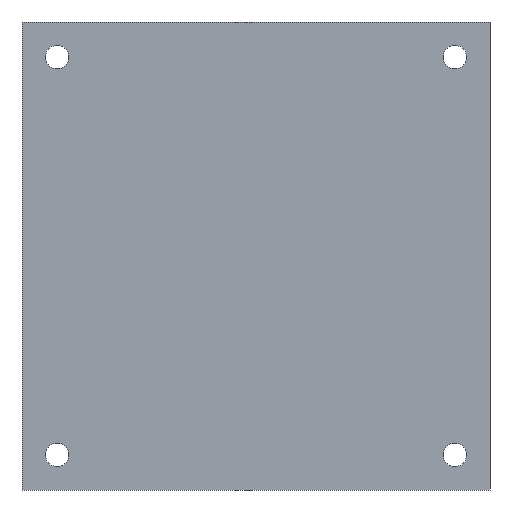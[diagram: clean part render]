
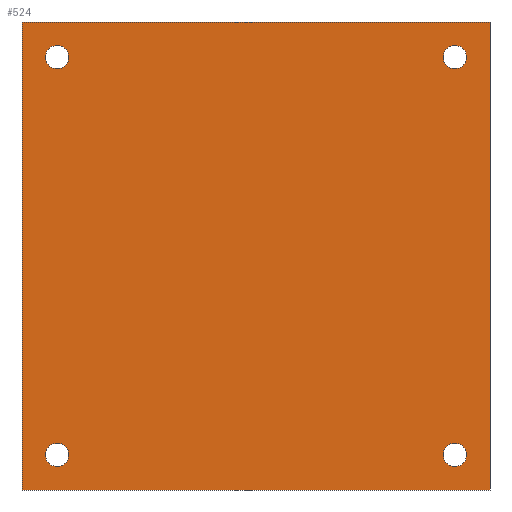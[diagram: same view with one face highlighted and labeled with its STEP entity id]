
A CAD part, front view. The second image highlights one B-rep face of the part: STEP entity #524.
In plain terms, the highlighted planar face has unit normal (0, -1, 0).
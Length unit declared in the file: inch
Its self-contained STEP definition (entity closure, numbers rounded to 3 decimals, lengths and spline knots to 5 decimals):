
#1 = CARTESIAN_POINT ( 'NONE',  ( -2.5, 0., 2.5 ) ) ;
#4 = CARTESIAN_POINT ( 'NONE',  ( 2.125, 0., -2. ) ) ;
#5 = CARTESIAN_POINT ( 'NONE',  ( 2.5, 0., 2.5 ) ) ;
#11 = CARTESIAN_POINT ( 'NONE',  ( -2.5, 0., -2.5 ) ) ;
#13 = CARTESIAN_POINT ( 'NONE',  ( -2.125, 0., 2. ) ) ;
#16 = CARTESIAN_POINT ( 'NONE',  ( 2.125, 0., 2. ) ) ;
#17 = CARTESIAN_POINT ( 'NONE',  ( 2.125, 0., -2.25 ) ) ;
#18 = CARTESIAN_POINT ( 'NONE',  ( -2.125, 0., -2.25 ) ) ;
#21 = CARTESIAN_POINT ( 'NONE',  ( 2.5, 0., -2.5 ) ) ;
#23 = CARTESIAN_POINT ( 'NONE',  ( -2.125, 0., -2. ) ) ;
#24 = CARTESIAN_POINT ( 'NONE',  ( -2.125, 0., 2.25 ) ) ;
#25 = CARTESIAN_POINT ( 'NONE',  ( 2.125, 0., 2.25 ) ) ;
#40 = CARTESIAN_POINT ( 'NONE',  ( -2.125, 0., 2.125 ) ) ;
#41 = DIRECTION ( 'NONE',  ( 0., 1., 0. ) ) ;
#42 = DIRECTION ( 'NONE',  ( 0., 0., 1. ) ) ;
#49 = CARTESIAN_POINT ( 'NONE',  ( 2.125, 0., 2.125 ) ) ;
#51 = DIRECTION ( 'NONE',  ( 0., 1., 0. ) ) ;
#52 = DIRECTION ( 'NONE',  ( 0., 0., 1. ) ) ;
#60 = CARTESIAN_POINT ( 'NONE',  ( 2.125, 0., -2.125 ) ) ;
#61 = DIRECTION ( 'NONE',  ( 0., 1., 0. ) ) ;
#62 = DIRECTION ( 'NONE',  ( 0., 0., 1. ) ) ;
#70 = CARTESIAN_POINT ( 'NONE',  ( -2.125, 0., -2.125 ) ) ;
#71 = DIRECTION ( 'NONE',  ( 0., 1., 0. ) ) ;
#72 = DIRECTION ( 'NONE',  ( 0., 0., 1. ) ) ;
#93 = CARTESIAN_POINT ( 'NONE',  ( 2.5, 0., -2.5 ) ) ;
#94 = DIRECTION ( 'NONE',  ( 0., 0., -1. ) ) ;
#95 = CARTESIAN_POINT ( 'NONE',  ( 2.125, 0., 2.125 ) ) ;
#96 = DIRECTION ( 'NONE',  ( 0., 1., 0. ) ) ;
#97 = DIRECTION ( 'NONE',  ( 0., 0., 1. ) ) ;
#98 = CARTESIAN_POINT ( 'NONE',  ( -2.5, 0., -2.5 ) ) ;
#99 = CARTESIAN_POINT ( 'NONE',  ( 2.5, 0., 2.5 ) ) ;
#100 = CARTESIAN_POINT ( 'NONE',  ( -2.125, 0., -2.125 ) ) ;
#101 = DIRECTION ( 'NONE',  ( 0., 0., 1. ) ) ;
#102 = DIRECTION ( 'NONE',  ( 0., 1., 0. ) ) ;
#103 = CARTESIAN_POINT ( 'NONE',  ( 2.5, 0., -2.5 ) ) ;
#104 = DIRECTION ( 'NONE',  ( 1., 0., 0. ) ) ;
#105 = DIRECTION ( 'NONE',  ( 0., 0., 1. ) ) ;
#106 = DIRECTION ( 'NONE',  ( -1., 0., 0. ) ) ;
#109 = CARTESIAN_POINT ( 'NONE',  ( 2.125, 0., -2.125 ) ) ;
#110 = DIRECTION ( 'NONE',  ( 0., 0., 1. ) ) ;
#111 = DIRECTION ( 'NONE',  ( 0., 1., 0. ) ) ;
#113 = CARTESIAN_POINT ( 'NONE',  ( -2.125, 0., 2.125 ) ) ;
#114 = DIRECTION ( 'NONE',  ( 0., 1., 0. ) ) ;
#115 = DIRECTION ( 'NONE',  ( 0., 0., 1. ) ) ;
#157 = DIRECTION ( 'NONE',  ( 0., 0., -1. ) ) ;
#161 = CARTESIAN_POINT ( 'NONE',  ( 0., 0., 0. ) ) ;
#164 = PLANE ( 'NONE',  #392 ) ;
#181 = DIRECTION ( 'NONE',  ( 0., -1., 0. ) ) ;
#202 = EDGE_LOOP ( 'NONE', ( #277, #269 ) ) ;
#208 = EDGE_LOOP ( 'NONE', ( #268, #263, #264, #261 ) ) ;
#210 = EDGE_LOOP ( 'NONE', ( #300, #278 ) ) ;
#211 = EDGE_LOOP ( 'NONE', ( #260, #262 ) ) ;
#230 = VERTEX_POINT ( 'NONE', #4 ) ;
#231 = VERTEX_POINT ( 'NONE', #5 ) ;
#233 = VERTEX_POINT ( 'NONE', #11 ) ;
#241 = VERTEX_POINT ( 'NONE', #13 ) ;
#243 = VERTEX_POINT ( 'NONE', #16 ) ;
#245 = VERTEX_POINT ( 'NONE', #17 ) ;
#247 = VERTEX_POINT ( 'NONE', #18 ) ;
#251 = VERTEX_POINT ( 'NONE', #21 ) ;
#259 = ORIENTED_EDGE ( 'NONE', *, *, #348, .T. ) ;
#260 = ORIENTED_EDGE ( 'NONE', *, *, #320, .T. ) ;
#261 = ORIENTED_EDGE ( 'NONE', *, *, #347, .F. ) ;
#262 = ORIENTED_EDGE ( 'NONE', *, *, #349, .T. ) ;
#263 = ORIENTED_EDGE ( 'NONE', *, *, #345, .F. ) ;
#264 = ORIENTED_EDGE ( 'NONE', *, *, #346, .F. ) ;
#267 = ORIENTED_EDGE ( 'NONE', *, *, #328, .T. ) ;
#268 = ORIENTED_EDGE ( 'NONE', *, *, #344, .F. ) ;
#269 = ORIENTED_EDGE ( 'NONE', *, *, #343, .T. ) ;
#271 = VERTEX_POINT ( 'NONE', #1 ) ;
#273 = VERTEX_POINT ( 'NONE', #24 ) ;
#274 = VERTEX_POINT ( 'NONE', #25 ) ;
#275 = VERTEX_POINT ( 'NONE', #23 ) ;
#277 = ORIENTED_EDGE ( 'NONE', *, *, #332, .T. ) ;
#278 = ORIENTED_EDGE ( 'NONE', *, *, #342, .T. ) ;
#293 = EDGE_LOOP ( 'NONE', ( #267, #259 ) ) ;
#300 = ORIENTED_EDGE ( 'NONE', *, *, #324, .T. ) ;
#320 = EDGE_CURVE ( 'NONE', #241, #273, #437, .T. ) ;
#324 = EDGE_CURVE ( 'NONE', #243, #274, #429, .T. ) ;
#328 = EDGE_CURVE ( 'NONE', #245, #230, #422, .T. ) ;
#332 = EDGE_CURVE ( 'NONE', #247, #275, #466, .T. ) ;
#342 = EDGE_CURVE ( 'NONE', #274, #243, #484, .T. ) ;
#343 = EDGE_CURVE ( 'NONE', #275, #247, #483, .T. ) ;
#344 = EDGE_CURVE ( 'NONE', #231, #251, #482, .T. ) ;
#345 = EDGE_CURVE ( 'NONE', #271, #231, #454, .T. ) ;
#346 = EDGE_CURVE ( 'NONE', #233, #271, #481, .T. ) ;
#347 = EDGE_CURVE ( 'NONE', #251, #233, #479, .T. ) ;
#348 = EDGE_CURVE ( 'NONE', #230, #245, #476, .T. ) ;
#349 = EDGE_CURVE ( 'NONE', #273, #241, #504, .T. ) ;
#359 = AXIS2_PLACEMENT_3D ( 'NONE', #40, #41, #42 ) ;
#361 = AXIS2_PLACEMENT_3D ( 'NONE', #49, #51, #52 ) ;
#363 = AXIS2_PLACEMENT_3D ( 'NONE', #60, #61, #62 ) ;
#365 = AXIS2_PLACEMENT_3D ( 'NONE', #70, #71, #72 ) ;
#370 = AXIS2_PLACEMENT_3D ( 'NONE', #95, #96, #97 ) ;
#371 = AXIS2_PLACEMENT_3D ( 'NONE', #100, #102, #101 ) ;
#372 = AXIS2_PLACEMENT_3D ( 'NONE', #109, #111, #110 ) ;
#373 = AXIS2_PLACEMENT_3D ( 'NONE', #113, #114, #115 ) ;
#392 = AXIS2_PLACEMENT_3D ( 'NONE', #161, #181, #157 ) ;
#422 = CIRCLE ( 'NONE', #363, 0.125 ) ;
#429 = CIRCLE ( 'NONE', #361, 0.125 ) ;
#437 = CIRCLE ( 'NONE', #359, 0.125 ) ;
#454 = LINE ( 'NONE', #99, #478 ) ;
#457 = FACE_BOUND ( 'NONE', #202, .T. ) ;
#459 = FACE_BOUND ( 'NONE', #293, .T. ) ;
#461 = FACE_BOUND ( 'NONE', #211, .T. ) ;
#463 = FACE_OUTER_BOUND ( 'NONE', #208, .T. ) ;
#465 = FACE_BOUND ( 'NONE', #210, .T. ) ;
#466 = CIRCLE ( 'NONE', #365, 0.125 ) ;
#472 = VECTOR ( 'NONE', #106, 39.37008 ) ;
#474 = VECTOR ( 'NONE', #105, 39.37008 ) ;
#476 = CIRCLE ( 'NONE', #372, 0.125 ) ;
#478 = VECTOR ( 'NONE', #104, 39.37008 ) ;
#479 = LINE ( 'NONE', #103, #472 ) ;
#480 = VECTOR ( 'NONE', #94, 39.37008 ) ;
#481 = LINE ( 'NONE', #98, #474 ) ;
#482 = LINE ( 'NONE', #93, #480 ) ;
#483 = CIRCLE ( 'NONE', #371, 0.125 ) ;
#484 = CIRCLE ( 'NONE', #370, 0.125 ) ;
#504 = CIRCLE ( 'NONE', #373, 0.125 ) ;
#524 = ADVANCED_FACE ( 'NONE', ( #465, #457, #463, #459, #461 ), #164, .T. ) ;
